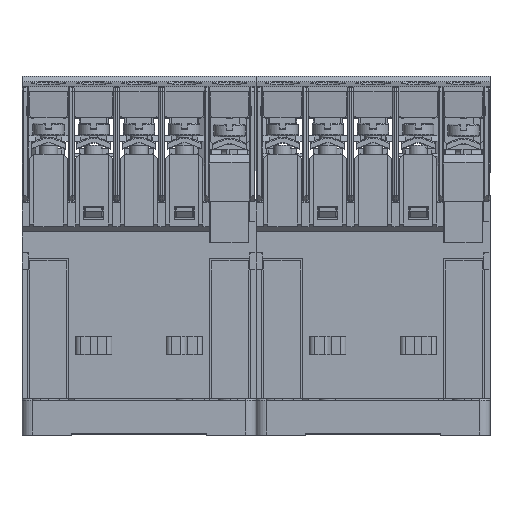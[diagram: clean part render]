
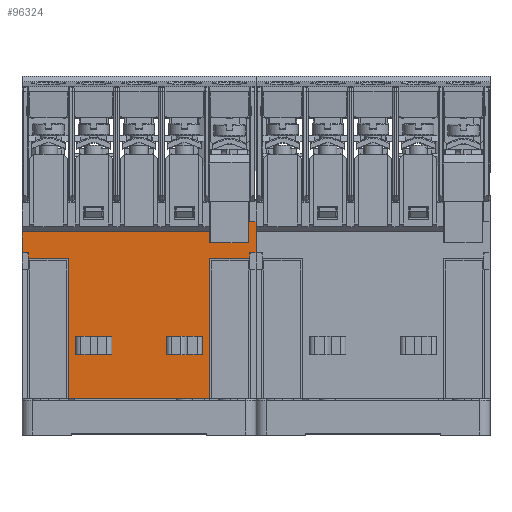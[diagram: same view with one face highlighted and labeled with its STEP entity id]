
A CAD part, top view. The second image highlights one B-rep face of the part: STEP entity #96324.
In plain terms, the highlighted planar face has unit normal (0, 0, 1).
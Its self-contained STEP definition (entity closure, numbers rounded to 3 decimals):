
#87598=DIRECTION('',(-1.,0.,0.));
#87599=VECTOR('',#87598,4.5);
#87600=CARTESIAN_POINT('',(45.,41.,-7.25));
#87601=LINE('',#87600,#87599);
#87662=DIRECTION('',(0.,-1.,0.));
#87663=VECTOR('',#87662,3.5);
#87664=CARTESIAN_POINT('',(27.7,19.,-7.25));
#87665=LINE('',#87664,#87663);
#87666=DIRECTION('',(1.,0.,0.));
#87667=VECTOR('',#87666,7.);
#87668=CARTESIAN_POINT('',(27.7,15.5,-7.25));
#87669=LINE('',#87668,#87667);
#87670=DIRECTION('',(0.,1.,0.));
#87671=VECTOR('',#87670,3.5);
#87672=CARTESIAN_POINT('',(34.7,15.5,-7.25));
#87673=LINE('',#87672,#87671);
#87674=DIRECTION('',(-1.,0.,0.));
#87675=VECTOR('',#87674,7.);
#87676=CARTESIAN_POINT('',(34.7,19.,-7.25));
#87677=LINE('',#87676,#87675);
#87678=DIRECTION('',(-1.,0.,0.));
#87679=VECTOR('',#87678,7.);
#87680=CARTESIAN_POINT('',(17.3,19.,-7.25));
#87681=LINE('',#87680,#87679);
#87682=DIRECTION('',(0.,-1.,0.));
#87683=VECTOR('',#87682,3.5);
#87684=CARTESIAN_POINT('',(10.3,19.,-7.25));
#87685=LINE('',#87684,#87683);
#87686=DIRECTION('',(1.,0.,0.));
#87687=VECTOR('',#87686,7.);
#87688=CARTESIAN_POINT('',(10.3,15.5,-7.25));
#87689=LINE('',#87688,#87687);
#87690=DIRECTION('',(0.,1.,0.));
#87691=VECTOR('',#87690,3.5);
#87692=CARTESIAN_POINT('',(17.3,15.5,-7.25));
#87693=LINE('',#87692,#87691);
#87710=DIRECTION('',(0.,-1.,0.));
#87711=VECTOR('',#87710,1.1);
#87712=CARTESIAN_POINT('',(43.8,35.1,-7.25));
#87713=LINE('',#87712,#87711);
#87714=DIRECTION('',(-1.,0.,0.));
#87715=VECTOR('',#87714,7.8);
#87716=CARTESIAN_POINT('',(43.8,34.,-7.25));
#87717=LINE('',#87716,#87715);
#87718=DIRECTION('',(0.,-1.,0.));
#87719=VECTOR('',#87718,27.);
#87720=CARTESIAN_POINT('',(36.,34.,-7.25));
#87721=LINE('',#87720,#87719);
#87722=DIRECTION('',(-1.,0.,0.));
#87723=VECTOR('',#87722,27.);
#87724=CARTESIAN_POINT('',(36.,7.,-7.25));
#87725=LINE('',#87724,#87723);
#87726=DIRECTION('',(0.,1.,0.));
#87727=VECTOR('',#87726,27.);
#87728=CARTESIAN_POINT('',(9.,7.,-7.25));
#87729=LINE('',#87728,#87727);
#87730=DIRECTION('',(-1.,0.,0.));
#87731=VECTOR('',#87730,7.8);
#87732=CARTESIAN_POINT('',(9.,34.,-7.25));
#87733=LINE('',#87732,#87731);
#87734=DIRECTION('',(0.,1.,0.));
#87735=VECTOR('',#87734,1.1);
#87736=CARTESIAN_POINT('',(1.2,34.,-7.25));
#87737=LINE('',#87736,#87735);
#87738=DIRECTION('',(-1.,0.,0.));
#87739=VECTOR('',#87738,1.2);
#87740=CARTESIAN_POINT('',(1.2,35.1,-7.25));
#87741=LINE('',#87740,#87739);
#87742=DIRECTION('',(0.,1.,0.));
#87743=VECTOR('',#87742,4.);
#87744=CARTESIAN_POINT('',(0.,35.1,-7.25));
#87745=LINE('',#87744,#87743);
#87746=DIRECTION('',(0.,-1.,0.));
#87747=VECTOR('',#87746,2.1);
#87748=CARTESIAN_POINT('',(36.,39.1,-7.25));
#87749=LINE('',#87748,#87747);
#87750=DIRECTION('',(1.,0.,0.));
#87751=VECTOR('',#87750,4.5);
#87752=CARTESIAN_POINT('',(36.,37.,-7.25));
#87753=LINE('',#87752,#87751);
#87754=DIRECTION('',(0.,-1.,0.));
#87755=VECTOR('',#87754,4.);
#87756=CARTESIAN_POINT('',(40.5,41.,-7.25));
#87757=LINE('',#87756,#87755);
#87758=DIRECTION('',(0.,-1.,0.));
#87759=VECTOR('',#87758,5.9);
#87760=CARTESIAN_POINT('',(45.,41.,-7.25));
#87761=LINE('',#87760,#87759);
#87762=DIRECTION('',(-1.,0.,0.));
#87763=VECTOR('',#87762,1.2);
#87764=CARTESIAN_POINT('',(45.,35.1,-7.25));
#87765=LINE('',#87764,#87763);
#88636=DIRECTION('',(-1.,0.,0.));
#88637=VECTOR('',#88636,36.);
#88638=CARTESIAN_POINT('',(36.,39.1,-7.25));
#88639=LINE('',#88638,#88637);
#91623=CARTESIAN_POINT('',(45.,41.,-7.25));
#91625=VERTEX_POINT('',#91623);
#91680=CARTESIAN_POINT('',(40.5,41.,-7.25));
#91681=VERTEX_POINT('',#91680);
#91690=CARTESIAN_POINT('',(0.,39.1,-7.25));
#91692=VERTEX_POINT('',#91690);
#91694=CARTESIAN_POINT('',(40.5,37.,-7.25));
#91695=CARTESIAN_POINT('',(36.,37.,-7.25));
#91696=VERTEX_POINT('',#91694);
#91697=VERTEX_POINT('',#91695);
#91698=CARTESIAN_POINT('',(36.,39.1,-7.25));
#91699=VERTEX_POINT('',#91698);
#92090=CARTESIAN_POINT('',(36.,7.,-7.25));
#92091=CARTESIAN_POINT('',(36.,34.,-7.25));
#92092=VERTEX_POINT('',#92090);
#92093=VERTEX_POINT('',#92091);
#92094=CARTESIAN_POINT('',(9.,7.,-7.25));
#92095=CARTESIAN_POINT('',(9.,34.,-7.25));
#92096=VERTEX_POINT('',#92094);
#92097=VERTEX_POINT('',#92095);
#93606=CARTESIAN_POINT('',(27.7,19.,-7.25));
#93607=CARTESIAN_POINT('',(27.7,15.5,-7.25));
#93608=VERTEX_POINT('',#93606);
#93609=VERTEX_POINT('',#93607);
#93610=CARTESIAN_POINT('',(34.7,15.5,-7.25));
#93611=VERTEX_POINT('',#93610);
#93612=CARTESIAN_POINT('',(34.7,19.,-7.25));
#93613=VERTEX_POINT('',#93612);
#93614=CARTESIAN_POINT('',(17.3,19.,-7.25));
#93615=CARTESIAN_POINT('',(10.3,19.,-7.25));
#93616=VERTEX_POINT('',#93614);
#93617=VERTEX_POINT('',#93615);
#93618=CARTESIAN_POINT('',(10.3,15.5,-7.25));
#93619=VERTEX_POINT('',#93618);
#93620=CARTESIAN_POINT('',(17.3,15.5,-7.25));
#93621=VERTEX_POINT('',#93620);
#93770=CARTESIAN_POINT('',(0.,35.1,-7.25));
#93772=VERTEX_POINT('',#93770);
#93784=CARTESIAN_POINT('',(1.2,34.,-7.25));
#93785=CARTESIAN_POINT('',(1.2,35.1,-7.25));
#93786=VERTEX_POINT('',#93784);
#93787=VERTEX_POINT('',#93785);
#93836=CARTESIAN_POINT('',(43.8,34.,-7.25));
#93837=CARTESIAN_POINT('',(43.8,35.1,-7.25));
#93838=VERTEX_POINT('',#93836);
#93839=VERTEX_POINT('',#93837);
#93840=CARTESIAN_POINT('',(45.,35.1,-7.25));
#93841=VERTEX_POINT('',#93840);
#96268=CARTESIAN_POINT('',(49.5,7.,-7.25));
#96269=DIRECTION('',(0.,0.,-1.));
#96270=DIRECTION('',(0.,1.,0.));
#96271=AXIS2_PLACEMENT_3D('',#96268,#96269,#96270);
#96272=PLANE('',#96271);
#96274=ORIENTED_EDGE('',*,*,#96273,.T.);
#96276=ORIENTED_EDGE('',*,*,#96275,.T.);
#96278=ORIENTED_EDGE('',*,*,#96277,.T.);
#96279=ORIENTED_EDGE('',*,*,#94609,.T.);
#96281=ORIENTED_EDGE('',*,*,#96280,.T.);
#96283=ORIENTED_EDGE('',*,*,#96282,.T.);
#96285=ORIENTED_EDGE('',*,*,#96284,.T.);
#96287=ORIENTED_EDGE('',*,*,#96286,.T.);
#96289=ORIENTED_EDGE('',*,*,#96288,.T.);
#96291=ORIENTED_EDGE('',*,*,#96290,.F.);
#96293=ORIENTED_EDGE('',*,*,#96292,.T.);
#96295=ORIENTED_EDGE('',*,*,#96294,.T.);
#96296=ORIENTED_EDGE('',*,*,#96245,.F.);
#96297=ORIENTED_EDGE('',*,*,#96190,.F.);
#96299=ORIENTED_EDGE('',*,*,#96298,.T.);
#96301=ORIENTED_EDGE('',*,*,#96300,.T.);
#96302=EDGE_LOOP('',(#96274,#96276,#96278,#96279,#96281,#96283,#96285,#96287,
#96289,#96291,#96293,#96295,#96296,#96297,#96299,#96301));
#96303=FACE_OUTER_BOUND('',#96302,.F.);
#96305=ORIENTED_EDGE('',*,*,#96304,.T.);
#96307=ORIENTED_EDGE('',*,*,#96306,.T.);
#96309=ORIENTED_EDGE('',*,*,#96308,.T.);
#96311=ORIENTED_EDGE('',*,*,#96310,.T.);
#96312=EDGE_LOOP('',(#96305,#96307,#96309,#96311));
#96313=FACE_BOUND('',#96312,.F.);
#96315=ORIENTED_EDGE('',*,*,#96314,.T.);
#96317=ORIENTED_EDGE('',*,*,#96316,.T.);
#96319=ORIENTED_EDGE('',*,*,#96318,.T.);
#96321=ORIENTED_EDGE('',*,*,#96320,.T.);
#96322=EDGE_LOOP('',(#96315,#96317,#96319,#96321));
#96323=FACE_BOUND('',#96322,.F.);
#96324=ADVANCED_FACE('',(#96303,#96313,#96323),#96272,.F.);
#94609=EDGE_CURVE('',#92092,#92096,#87725,.T.);
#96190=EDGE_CURVE('',#91625,#91681,#87601,.T.);
#96245=EDGE_CURVE('',#91681,#91696,#87757,.T.);
#96273=EDGE_CURVE('',#93839,#93838,#87713,.T.);
#96275=EDGE_CURVE('',#93838,#92093,#87717,.T.);
#96277=EDGE_CURVE('',#92093,#92092,#87721,.T.);
#96280=EDGE_CURVE('',#92096,#92097,#87729,.T.);
#96282=EDGE_CURVE('',#92097,#93786,#87733,.T.);
#96284=EDGE_CURVE('',#93786,#93787,#87737,.T.);
#96286=EDGE_CURVE('',#93787,#93772,#87741,.T.);
#96288=EDGE_CURVE('',#93772,#91692,#87745,.T.);
#96290=EDGE_CURVE('',#91699,#91692,#88639,.T.);
#96292=EDGE_CURVE('',#91699,#91697,#87749,.T.);
#96294=EDGE_CURVE('',#91697,#91696,#87753,.T.);
#96298=EDGE_CURVE('',#91625,#93841,#87761,.T.);
#96300=EDGE_CURVE('',#93841,#93839,#87765,.T.);
#96304=EDGE_CURVE('',#93608,#93609,#87665,.T.);
#96306=EDGE_CURVE('',#93609,#93611,#87669,.T.);
#96308=EDGE_CURVE('',#93611,#93613,#87673,.T.);
#96310=EDGE_CURVE('',#93613,#93608,#87677,.T.);
#96314=EDGE_CURVE('',#93616,#93617,#87681,.T.);
#96316=EDGE_CURVE('',#93617,#93619,#87685,.T.);
#96318=EDGE_CURVE('',#93619,#93621,#87689,.T.);
#96320=EDGE_CURVE('',#93621,#93616,#87693,.T.);
